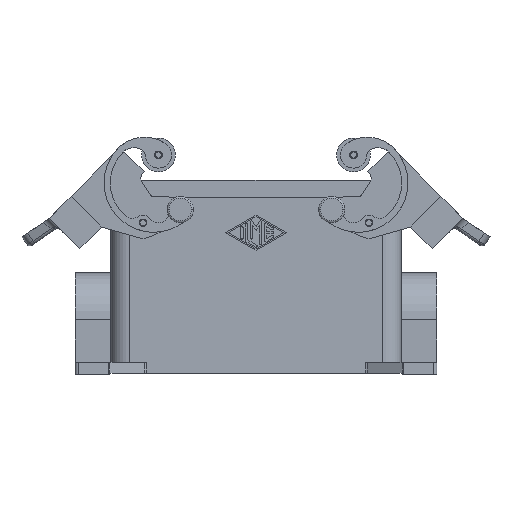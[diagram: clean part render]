
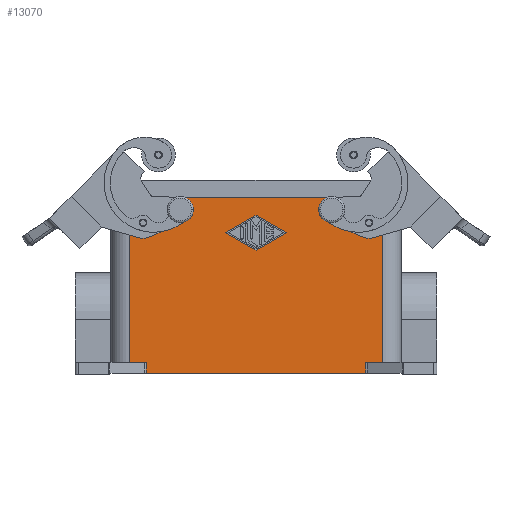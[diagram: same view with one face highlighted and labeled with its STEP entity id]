
A CAD part, front view. The second image highlights one B-rep face of the part: STEP entity #13070.
In plain terms, the highlighted planar face has unit normal (0, -1, 0).
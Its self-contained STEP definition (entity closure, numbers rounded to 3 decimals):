
#3150=CARTESIAN_POINT('',(-35.541,-21.75,-33.5));
#3160=VERTEX_POINT('',#3150);
#3190=CARTESIAN_POINT('',(0.,-21.75,-33.5));
#3200=DIRECTION('',(-1.,-0.,-0.));
#3210=VECTOR('',#3200,1.);
#3220=LINE('',#3190,#3210);
#3230=CARTESIAN_POINT('',(35.541,-21.75,-33.5));
#3240=VERTEX_POINT('',#3230);
#3250=EDGE_CURVE('',#3240,#3160,#3220,.T.);
#10560=CARTESIAN_POINT('',(35.541,-21.75,-30.));
#10570=VERTEX_POINT('',#10560);
#10600=CARTESIAN_POINT('',(0.,-21.75,-30.));
#10610=DIRECTION('',(1.,0.,0.));
#10620=VECTOR('',#10610,1.);
#10630=LINE('',#10600,#10620);
#10640=CARTESIAN_POINT('',(41.,-21.75,-30.));
#10650=VERTEX_POINT('',#10640);
#10660=EDGE_CURVE('',#10570,#10650,#10630,.T.);
#11330=CARTESIAN_POINT('',(-35.541,-21.75,-30.));
#11340=VERTEX_POINT('',#11330);
#11390=CARTESIAN_POINT('',(-35.541,-21.75,-33.5));
#11400=DIRECTION('',(0.,0.,1.));
#11410=VECTOR('',#11400,1.);
#11420=LINE('',#11390,#11410);
#11430=EDGE_CURVE('',#3160,#11340,#11420,.T.);
#11840=CARTESIAN_POINT('',(35.541,-21.75,-30.));
#11850=DIRECTION('',(0.,0.,-1.));
#11860=VECTOR('',#11850,1.);
#11870=LINE('',#11840,#11860);
#11880=EDGE_CURVE('',#10570,#3240,#11870,.T.);
#11940=CARTESIAN_POINT('',(-787.2,-21.75,227.2));
#11950=DIRECTION('',(0.,-1.,0.));
#11960=DIRECTION('',(-1.,-0.,0.));
#11970=AXIS2_PLACEMENT_3D('',#11940,#11950,#11960);
#11980=PLANE('',#11970);
#11990=CARTESIAN_POINT('',(0.,-21.75,-30.));
#12000=DIRECTION('',(1.,-0.,-0.));
#12010=VECTOR('',#12000,1.);
#12020=LINE('',#11990,#12010);
#12030=CARTESIAN_POINT('',(-41.,-21.75,-30.));
#12040=VERTEX_POINT('',#12030);
#12050=EDGE_CURVE('',#12040,#11340,#12020,.T.);
#12060=ORIENTED_EDGE('',*,*,#12050,.T.);
#12070=CARTESIAN_POINT('',(-41.,-21.75,23.5));
#12080=DIRECTION('',(0.,0.,-1.));
#12090=VECTOR('',#12080,1.);
#12100=LINE('',#12070,#12090);
#12110=CARTESIAN_POINT('',(-41.,-21.75,23.5));
#12120=VERTEX_POINT('',#12110);
#12130=EDGE_CURVE('',#12120,#12040,#12100,.T.);
#12140=ORIENTED_EDGE('',*,*,#12130,.T.);
#12150=CARTESIAN_POINT('',(0.,-21.75,23.5));
#12160=DIRECTION('',(-1.,0.,0.));
#12170=VECTOR('',#12160,1.);
#12180=LINE('',#12150,#12170);
#12190=CARTESIAN_POINT('',(41.,-21.75,23.5));
#12200=VERTEX_POINT('',#12190);
#12210=EDGE_CURVE('',#12200,#12120,#12180,.T.);
#12220=ORIENTED_EDGE('',*,*,#12210,.T.);
#12230=CARTESIAN_POINT('',(41.,-21.75,23.5));
#12240=DIRECTION('',(0.,0.,-1.));
#12250=VECTOR('',#12240,1.);
#12260=LINE('',#12230,#12250);
#12270=EDGE_CURVE('',#12200,#10650,#12260,.T.);
#12280=ORIENTED_EDGE('',*,*,#12270,.F.);
#12290=ORIENTED_EDGE('',*,*,#10660,.T.);
#12300=ORIENTED_EDGE('',*,*,#11880,.F.);
#12310=ORIENTED_EDGE('',*,*,#3250,.F.);
#12320=ORIENTED_EDGE('',*,*,#11430,.F.);
#12330=EDGE_LOOP('',(#12320,#12310,#12300,#12290,#12280,#12220,#12140,
#12060));
#12340=FACE_OUTER_BOUND('',#12330,.T.);
#12350=CARTESIAN_POINT('',(0.,-21.75,6.375));
#12360=DIRECTION('',(-0.866,-0.,-0.5));
#12370=VECTOR('',#12360,1.);
#12380=LINE('',#12350,#12370);
#12390=CARTESIAN_POINT('',(9.75,-21.75,12.));
#12400=VERTEX_POINT('',#12390);
#12410=CARTESIAN_POINT('',(0.,-21.75,6.375));
#12420=VERTEX_POINT('',#12410);
#12430=EDGE_CURVE('',#12400,#12420,#12380,.T.);
#12440=ORIENTED_EDGE('',*,*,#12430,.T.);
#12450=CARTESIAN_POINT('',(0.,-21.75,17.625));
#12460=DIRECTION('',(0.866,-0.,-0.5));
#12470=VECTOR('',#12460,1.);
#12480=LINE('',#12450,#12470);
#12490=CARTESIAN_POINT('',(0.,-21.75,17.625));
#12500=VERTEX_POINT('',#12490);
#12510=EDGE_CURVE('',#12500,#12400,#12480,.T.);
#12520=ORIENTED_EDGE('',*,*,#12510,.T.);
#12530=CARTESIAN_POINT('',(0.,-21.75,17.625));
#12540=DIRECTION('',(0.866,-0.,0.5));
#12550=VECTOR('',#12540,1.);
#12560=LINE('',#12530,#12550);
#12570=CARTESIAN_POINT('',(-9.75,-21.75,12.));
#12580=VERTEX_POINT('',#12570);
#12590=EDGE_CURVE('',#12580,#12500,#12560,.T.);
#12600=ORIENTED_EDGE('',*,*,#12590,.T.);
#12610=CARTESIAN_POINT('',(0.,-21.75,6.375));
#12620=DIRECTION('',(-0.866,-0.,0.5));
#12630=VECTOR('',#12620,1.);
#12640=LINE('',#12610,#12630);
#12650=EDGE_CURVE('',#12420,#12580,#12640,.T.);
#12660=ORIENTED_EDGE('',*,*,#12650,.T.);
#12670=EDGE_LOOP('',(#12660,#12600,#12520,#12440));
#12680=FACE_BOUND('',#12670,.T.);
#12690=CARTESIAN_POINT('',(24.5,-21.75,19.5));
#12700=DIRECTION('',(0.,1.,0.));
#12710=DIRECTION('',(1.,-0.,0.));
#12720=AXIS2_PLACEMENT_3D('',#12690,#12700,#12710);
#12730=CIRCLE('',#12720,2.5);
#12740=CARTESIAN_POINT('',(22.,-21.75,19.5));
#12750=VERTEX_POINT('',#12740);
#12760=CARTESIAN_POINT('',(27.,-21.75,19.5));
#12770=VERTEX_POINT('',#12760);
#12780=EDGE_CURVE('',#12750,#12770,#12730,.T.);
#12790=ORIENTED_EDGE('',*,*,#12780,.T.);
#12800=CARTESIAN_POINT('',(24.5,-21.75,17.));
#12810=VERTEX_POINT('',#12800);
#12820=EDGE_CURVE('',#12810,#12750,#12730,.T.);
#12830=ORIENTED_EDGE('',*,*,#12820,.T.);
#12840=EDGE_CURVE('',#12770,#12810,#12730,.T.);
#12850=ORIENTED_EDGE('',*,*,#12840,.T.);
#12860=EDGE_LOOP('',(#12850,#12830,#12790));
#12870=FACE_BOUND('',#12860,.T.);
#12880=CARTESIAN_POINT('',(-24.5,-21.75,19.5));
#12890=DIRECTION('',(-0.,1.,-0.));
#12900=DIRECTION('',(-1.,0.,0.));
#12910=AXIS2_PLACEMENT_3D('',#12880,#12890,#12900);
#12920=CIRCLE('',#12910,2.5);
#12930=CARTESIAN_POINT('',(-27.,-21.75,19.5));
#12940=VERTEX_POINT('',#12930);
#12950=CARTESIAN_POINT('',(-22.,-21.75,19.5));
#12960=VERTEX_POINT('',#12950);
#12970=EDGE_CURVE('',#12940,#12960,#12920,.T.);
#12980=ORIENTED_EDGE('',*,*,#12970,.T.);
#12990=CARTESIAN_POINT('',(-24.5,-21.75,17.));
#13000=VERTEX_POINT('',#12990);
#13010=EDGE_CURVE('',#13000,#12940,#12920,.T.);
#13020=ORIENTED_EDGE('',*,*,#13010,.T.);
#13030=EDGE_CURVE('',#12960,#13000,#12920,.T.);
#13040=ORIENTED_EDGE('',*,*,#13030,.T.);
#13050=EDGE_LOOP('',(#13040,#13020,#12980));
#13060=FACE_BOUND('',#13050,.T.);
#13070=ADVANCED_FACE('',(#12340,#12680,#12870,#13060),#11980,.T.);
